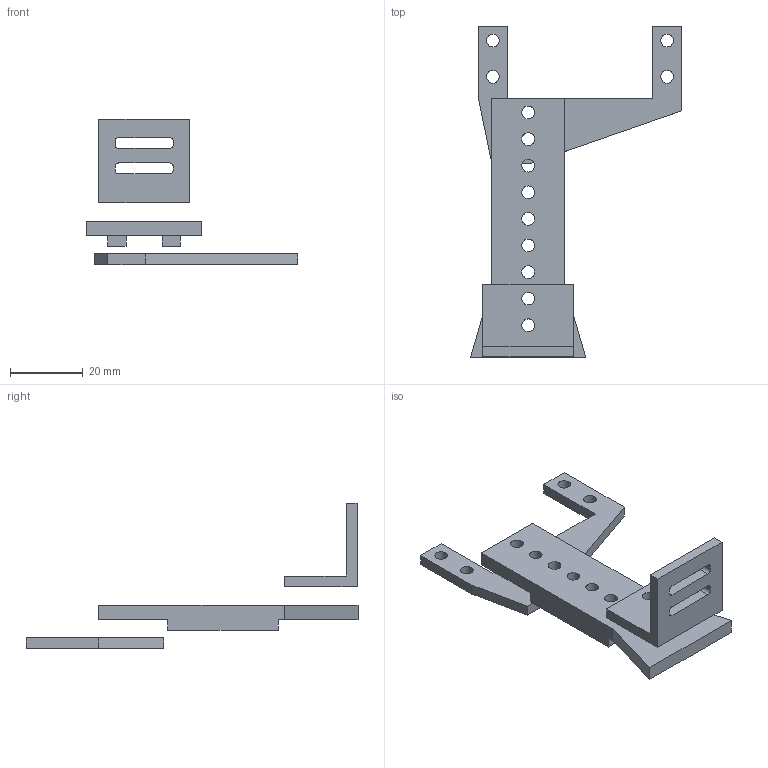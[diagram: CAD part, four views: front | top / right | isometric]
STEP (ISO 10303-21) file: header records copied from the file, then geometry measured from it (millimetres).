
FILE_DESCRIPTION(/* description */ (''),/* implementation_level */ '2;1');
FILE_NAME(/* name */ 'jaw servo holder v7.step',/* time_stamp */ '2022-03-11T13:55:02-08:00',/* author */ (''),/* organization */ (''),/* preprocessor_version */ 'ST-DEVELOPER v18.1',/* originating_system */ 'Autodesk Translation Framework v10.13.0.1454',/* authorisation */ '');
FILE_SCHEMA (('AUTOMOTIVE_DESIGN { 1 0 10303 214 3 1 1 }'));
Length unit declared in the file: millimetre
Products named in the file (4): jaw servo holder; base; standup; servo holder
Assembly tree (3 placements, depth 2):
  jaw servo holder
    base
    standup
    servo holder
Bounding box: 58.19 x 91.5 x 40 mm (x, y, z)
Volume: 12214.9 mm3; surface area: 9675.4 mm2
Topology: 3 solids, 3 shells, 69 faces, 189 edges, 126 vertices
Faces by surface type: plane 44, cylinder 25
Full cylindrical faces by diameter (mm): 3.5 x17
Entity records: 2386 total; most frequent: DIRECTION 391, CARTESIAN_POINT 391, ORIENTED_EDGE 378, EDGE_CURVE 189, LINE 139, VECTOR 139, VERTEX_POINT 126, AXIS2_PLACEMENT_3D 126
